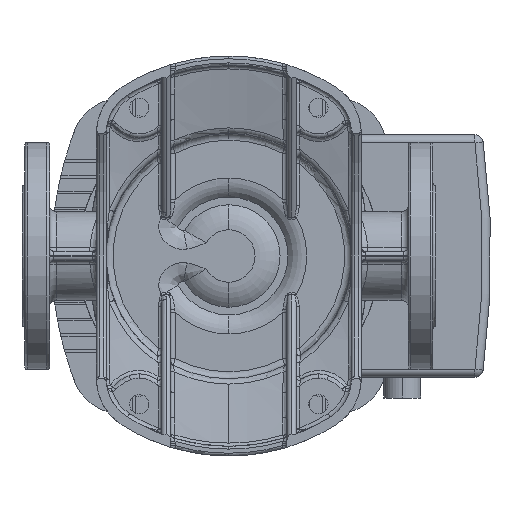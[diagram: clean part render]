
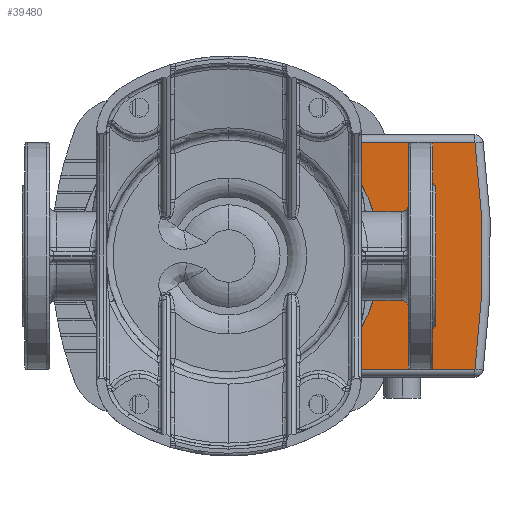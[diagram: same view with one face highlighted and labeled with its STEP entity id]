
A CAD part, front view. The second image highlights one B-rep face of the part: STEP entity #39480.
In plain terms, the highlighted face is planar.
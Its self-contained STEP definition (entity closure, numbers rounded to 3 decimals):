
#847 = LINE ( 'NONE', #28365, #47971 ) ;
#1846 = EDGE_CURVE ( 'NONE', #21249, #27608, #29622, .T. ) ;
#4249 = CARTESIAN_POINT ( 'NONE',  ( -82., 178.436, -140.5 ) ) ;
#5183 = ORIENTED_EDGE ( 'NONE', *, *, #60923, .T. ) ;
#7216 = EDGE_CURVE ( 'NONE', #27608, #17258, #56400, .T. ) ;
#8639 = EDGE_LOOP ( 'NONE', ( #5183, #39150, #69541, #60476 ) ) ;
#9381 = VECTOR ( 'NONE', #57553, 1000. ) ;
#12162 = EDGE_CURVE ( 'NONE', #17258, #43426, #847, .T. ) ;
#12722 = DIRECTION ( 'NONE',  ( 0., 0., 1. ) ) ;
#17258 = VERTEX_POINT ( 'NONE', #4249 ) ;
#21249 = VERTEX_POINT ( 'NONE', #42599 ) ;
#23071 = AXIS2_PLACEMENT_3D ( 'NONE', #29668, #24249, #62671 ) ;
#24249 = DIRECTION ( 'NONE',  ( 0., 0., -1. ) ) ;
#25122 = AXIS2_PLACEMENT_3D ( 'NONE', #33049, #37781, #55158 ) ;
#27608 = VERTEX_POINT ( 'NONE', #31190 ) ;
#28365 = CARTESIAN_POINT ( 'NONE',  ( -82., 128.5, -140.5 ) ) ;
#29622 = LINE ( 'NONE', #40510, #9381 ) ;
#29668 = CARTESIAN_POINT ( 'NONE',  ( 0., 0., -140.5 ) ) ;
#31190 = CARTESIAN_POINT ( 'NONE',  ( 82., 178.436, -140.5 ) ) ;
#33049 = CARTESIAN_POINT ( 'NONE',  ( 0., -423., -140.5 ) ) ;
#34256 = AXIS2_PLACEMENT_3D ( 'NONE', #50757, #12722, #35174 ) ;
#35174 = DIRECTION ( 'NONE',  ( 0., -1., 0. ) ) ;
#37781 = DIRECTION ( 'NONE',  ( 0., 0., 1. ) ) ;
#39150 = ORIENTED_EDGE ( 'NONE', *, *, #1846, .T. ) ;
#39480 = ADVANCED_FACE ( 'NONE', ( #56937 ), #63429, .T. ) ;
#40510 = CARTESIAN_POINT ( 'NONE',  ( 82., 128.5, -140.5 ) ) ;
#42599 = CARTESIAN_POINT ( 'NONE',  ( 82., 72.569, -140.5 ) ) ;
#43426 = VERTEX_POINT ( 'NONE', #71097 ) ;
#47971 = VECTOR ( 'NONE', #50478, 1000. ) ;
#50478 = DIRECTION ( 'NONE',  ( 0., -1., 0. ) ) ;
#50757 = CARTESIAN_POINT ( 'NONE',  ( 68., 128.5, -140.5 ) ) ;
#54301 = CIRCLE ( 'NONE', #23071, 109.5 ) ;
#55158 = DIRECTION ( 'NONE',  ( 0., -1., 0. ) ) ;
#56400 = CIRCLE ( 'NONE', #25122, 607. ) ;
#56937 = FACE_OUTER_BOUND ( 'NONE', #8639, .T. ) ;
#57553 = DIRECTION ( 'NONE',  ( 0., 1., 0. ) ) ;
#60476 = ORIENTED_EDGE ( 'NONE', *, *, #12162, .T. ) ;
#60923 = EDGE_CURVE ( 'NONE', #43426, #21249, #54301, .T. ) ;
#62671 = DIRECTION ( 'NONE',  ( 1., 0., 0. ) ) ;
#63429 = PLANE ( 'NONE',  #34256 ) ;
#69541 = ORIENTED_EDGE ( 'NONE', *, *, #7216, .T. ) ;
#71097 = CARTESIAN_POINT ( 'NONE',  ( -82., 72.569, -140.5 ) ) ;
